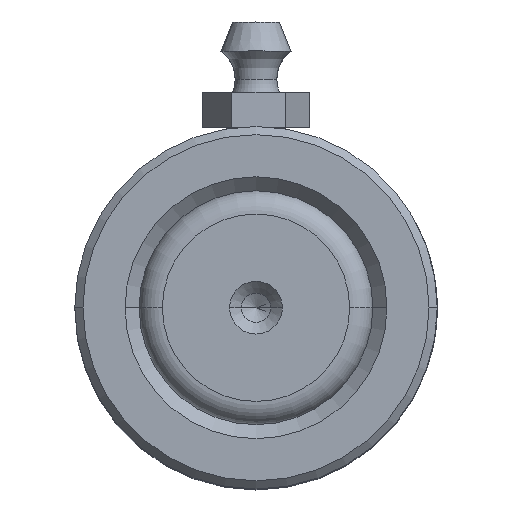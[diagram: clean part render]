
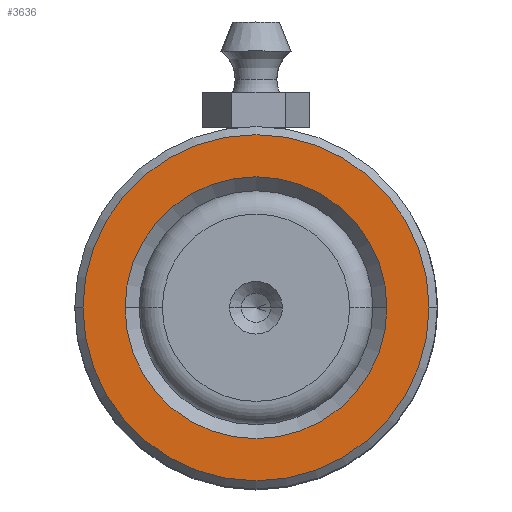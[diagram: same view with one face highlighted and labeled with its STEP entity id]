
A CAD part, top view. The second image highlights one B-rep face of the part: STEP entity #3636.
In plain terms, the highlighted planar face has unit normal (0, 0, 1).
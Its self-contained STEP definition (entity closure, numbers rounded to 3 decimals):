
#144 = PLANE ( 'NONE',  #7505 ) ;
#342 = ORIENTED_EDGE ( 'NONE', *, *, #5970, .T. ) ;
#920 = DIRECTION ( 'NONE',  ( 1., 0., 0. ) ) ;
#1009 = FACE_BOUND ( 'NONE', #1930, .T. ) ;
#1019 = AXIS2_PLACEMENT_3D ( 'NONE', #7530, #6804, #3658 ) ;
#1775 = DIRECTION ( 'NONE',  ( 1., 0., 0. ) ) ;
#1804 = VERTEX_POINT ( 'NONE', #6421 ) ;
#1857 = ORIENTED_EDGE ( 'NONE', *, *, #6184, .T. ) ;
#1862 = AXIS2_PLACEMENT_3D ( 'NONE', #6225, #6309, #1775 ) ;
#1930 = EDGE_LOOP ( 'NONE', ( #4392, #2030 ) ) ;
#2003 = CIRCLE ( 'NONE', #1019, 11.2 ) ;
#2030 = ORIENTED_EDGE ( 'NONE', *, *, #4963, .T. ) ;
#2043 = VERTEX_POINT ( 'NONE', #5987 ) ;
#2096 = CIRCLE ( 'NONE', #6159, 11.2 ) ;
#2628 = DIRECTION ( 'NONE',  ( 0., 0., 1. ) ) ;
#2657 = DIRECTION ( 'NONE',  ( 1., 0., 0. ) ) ;
#2862 = CARTESIAN_POINT ( 'NONE',  ( 0., 0., 50. ) ) ;
#3030 = FACE_OUTER_BOUND ( 'NONE', #3471, .T. ) ;
#3079 = CARTESIAN_POINT ( 'NONE',  ( 14.8, 0., 50. ) ) ;
#3294 = VERTEX_POINT ( 'NONE', #3079 ) ;
#3418 = DIRECTION ( 'NONE',  ( 0., 0., 1. ) ) ;
#3471 = EDGE_LOOP ( 'NONE', ( #1857, #342 ) ) ;
#3636 = ADVANCED_FACE ( 'NONE', ( #3030, #1009 ), #144, .T. ) ;
#3658 = DIRECTION ( 'NONE',  ( 1., 0., 0. ) ) ;
#3988 = CARTESIAN_POINT ( 'NONE',  ( 0., 0., 50. ) ) ;
#4131 = EDGE_CURVE ( 'NONE', #5500, #2043, #2003, .T. ) ;
#4392 = ORIENTED_EDGE ( 'NONE', *, *, #4131, .T. ) ;
#4963 = EDGE_CURVE ( 'NONE', #2043, #5500, #2096, .T. ) ;
#5256 = CARTESIAN_POINT ( 'NONE',  ( 0., 0., 50. ) ) ;
#5312 = DIRECTION ( 'NONE',  ( 1., 0., 0. ) ) ;
#5500 = VERTEX_POINT ( 'NONE', #8363 ) ;
#5504 = AXIS2_PLACEMENT_3D ( 'NONE', #3988, #3418, #5312 ) ;
#5910 = CIRCLE ( 'NONE', #1862, 14.8 ) ;
#5970 = EDGE_CURVE ( 'NONE', #3294, #1804, #6634, .T. ) ;
#5987 = CARTESIAN_POINT ( 'NONE',  ( -11.2, 0., 50. ) ) ;
#6056 = DIRECTION ( 'NONE',  ( 0., 0., -1. ) ) ;
#6159 = AXIS2_PLACEMENT_3D ( 'NONE', #2862, #6056, #920 ) ;
#6184 = EDGE_CURVE ( 'NONE', #1804, #3294, #5910, .T. ) ;
#6225 = CARTESIAN_POINT ( 'NONE',  ( 0., 0., 50. ) ) ;
#6309 = DIRECTION ( 'NONE',  ( 0., 0., 1. ) ) ;
#6421 = CARTESIAN_POINT ( 'NONE',  ( -14.8, 0., 50. ) ) ;
#6634 = CIRCLE ( 'NONE', #5504, 14.8 ) ;
#6804 = DIRECTION ( 'NONE',  ( 0., 0., -1. ) ) ;
#7505 = AXIS2_PLACEMENT_3D ( 'NONE', #5256, #2628, #2657 ) ;
#7530 = CARTESIAN_POINT ( 'NONE',  ( 0., 0., 50. ) ) ;
#8363 = CARTESIAN_POINT ( 'NONE',  ( 11.2, 0., 50. ) ) ;
